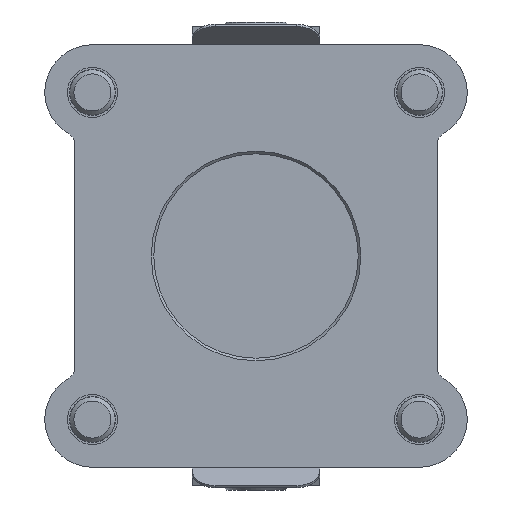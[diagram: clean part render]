
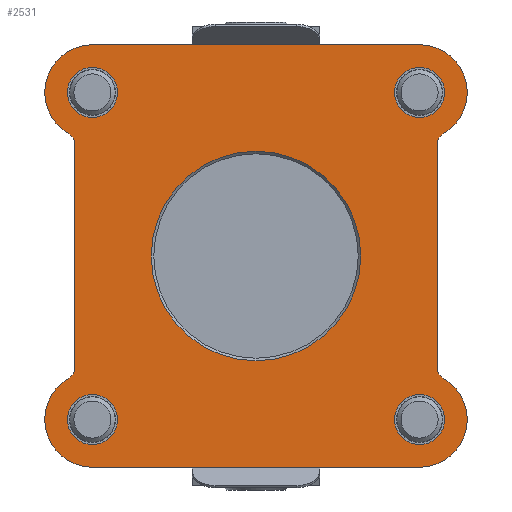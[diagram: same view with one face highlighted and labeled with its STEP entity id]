
A CAD part, front view. The second image highlights one B-rep face of the part: STEP entity #2531.
In plain terms, the highlighted planar face has unit normal (0, -1, 0).
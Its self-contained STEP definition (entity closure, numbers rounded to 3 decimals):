
#123=CIRCLE('',#2756,10.5);
#125=CIRCLE('',#2759,2.79);
#127=CIRCLE('',#2763,2.79);
#129=CIRCLE('',#2766,10.5);
#131=CIRCLE('',#2769,10.5);
#133=CIRCLE('',#2772,2.79);
#135=CIRCLE('',#2776,2.79);
#138=CIRCLE('',#2780,5.5);
#140=CIRCLE('',#2783,5.5);
#142=CIRCLE('',#2786,5.5);
#144=CIRCLE('',#2789,5.5);
#145=CIRCLE('',#2791,10.5);
#147=CIRCLE('',#2794,23.05);
#447=ORIENTED_EDGE('',*,*,#1129,.F.);
#448=ORIENTED_EDGE('',*,*,#1126,.T.);
#449=ORIENTED_EDGE('',*,*,#1124,.T.);
#450=ORIENTED_EDGE('',*,*,#1122,.T.);
#451=ORIENTED_EDGE('',*,*,#1120,.T.);
#452=ORIENTED_EDGE('',*,*,#1038,.F.);
#453=ORIENTED_EDGE('',*,*,#1127,.F.);
#454=ORIENTED_EDGE('',*,*,#1116,.T.);
#455=ORIENTED_EDGE('',*,*,#1109,.F.);
#456=ORIENTED_EDGE('',*,*,#1106,.T.);
#457=ORIENTED_EDGE('',*,*,#1103,.F.);
#458=ORIENTED_EDGE('',*,*,#1048,.F.);
#459=ORIENTED_EDGE('',*,*,#1101,.F.);
#460=ORIENTED_EDGE('',*,*,#1098,.T.);
#461=ORIENTED_EDGE('',*,*,#1091,.F.);
#462=ORIENTED_EDGE('',*,*,#1088,.T.);
#463=ORIENTED_EDGE('',*,*,#1085,.F.);
#1038=EDGE_CURVE('',#1387,#1388,#1626,.T.);
#1048=EDGE_CURVE('',#1397,#1398,#1636,.T.);
#1085=EDGE_CURVE('',#1388,#1426,#123,.T.);
#1088=EDGE_CURVE('',#1428,#1426,#125,.T.);
#1091=EDGE_CURVE('',#1428,#1430,#1661,.T.);
#1098=EDGE_CURVE('',#1436,#1430,#127,.T.);
#1101=EDGE_CURVE('',#1436,#1397,#129,.T.);
#1103=EDGE_CURVE('',#1398,#1438,#131,.T.);
#1106=EDGE_CURVE('',#1440,#1438,#133,.T.);
#1109=EDGE_CURVE('',#1440,#1442,#1671,.T.);
#1116=EDGE_CURVE('',#1448,#1442,#135,.T.);
#1120=EDGE_CURVE('',#1451,#1451,#138,.T.);
#1122=EDGE_CURVE('',#1453,#1453,#140,.T.);
#1124=EDGE_CURVE('',#1455,#1455,#142,.T.);
#1126=EDGE_CURVE('',#1457,#1457,#144,.T.);
#1127=EDGE_CURVE('',#1448,#1387,#145,.T.);
#1129=EDGE_CURVE('',#1458,#1458,#147,.T.);
#1387=VERTEX_POINT('',#3922);
#1388=VERTEX_POINT('',#3924);
#1397=VERTEX_POINT('',#3943);
#1398=VERTEX_POINT('',#3945);
#1426=VERTEX_POINT('',#4035);
#1428=VERTEX_POINT('',#4041);
#1430=VERTEX_POINT('',#4047);
#1436=VERTEX_POINT('',#4061);
#1438=VERTEX_POINT('',#4070);
#1440=VERTEX_POINT('',#4076);
#1442=VERTEX_POINT('',#4082);
#1448=VERTEX_POINT('',#4096);
#1451=VERTEX_POINT('',#4104);
#1453=VERTEX_POINT('',#4109);
#1455=VERTEX_POINT('',#4114);
#1457=VERTEX_POINT('',#4119);
#1458=VERTEX_POINT('',#4125);
#1626=LINE('',#3923,#1804);
#1636=LINE('',#3944,#1814);
#1661=LINE('',#4046,#1839);
#1671=LINE('',#4081,#1849);
#1804=VECTOR('',#3075,1000.);
#1814=VECTOR('',#3087,1000.);
#1839=VECTOR('',#3162,1000.);
#1849=VECTOR('',#3198,1000.);
#2007=EDGE_LOOP('',(#447));
#2008=EDGE_LOOP('',(#448));
#2009=EDGE_LOOP('',(#449));
#2010=EDGE_LOOP('',(#450));
#2011=EDGE_LOOP('',(#451));
#2012=EDGE_LOOP('',(#452,#453,#454,#455,#456,#457,#458,#459,#460,#461,#462,
#463));
#2231=FACE_BOUND('',#2007,.T.);
#2232=FACE_BOUND('',#2008,.T.);
#2233=FACE_BOUND('',#2009,.T.);
#2234=FACE_BOUND('',#2010,.T.);
#2235=FACE_BOUND('',#2011,.T.);
#2236=FACE_BOUND('',#2012,.T.);
#2435=PLANE('',#2793);
#2531=ADVANCED_FACE('',(#2231,#2232,#2233,#2234,#2235,#2236),#2435,.F.);
#2756=AXIS2_PLACEMENT_3D('',#4034,#3148,#3149);
#2759=AXIS2_PLACEMENT_3D('',#4040,#3155,#3156);
#2763=AXIS2_PLACEMENT_3D('',#4060,#3171,#3172);
#2766=AXIS2_PLACEMENT_3D('',#4066,#3178,#3179);
#2769=AXIS2_PLACEMENT_3D('',#4069,#3184,#3185);
#2772=AXIS2_PLACEMENT_3D('',#4075,#3191,#3192);
#2776=AXIS2_PLACEMENT_3D('',#4095,#3207,#3208);
#2780=AXIS2_PLACEMENT_3D('',#4103,#3216,#3217);
#2783=AXIS2_PLACEMENT_3D('',#4108,#3222,#3223);
#2786=AXIS2_PLACEMENT_3D('',#4113,#3228,#3229);
#2789=AXIS2_PLACEMENT_3D('',#4118,#3234,#3235);
#2791=AXIS2_PLACEMENT_3D('',#4121,#3238,#3239);
#2793=AXIS2_PLACEMENT_3D('',#4123,#3242,#3243);
#2794=AXIS2_PLACEMENT_3D('',#4124,#3244,#3245);
#3075=DIRECTION('',(-1.,0.,0.));
#3087=DIRECTION('',(1.,0.,0.));
#3148=DIRECTION('',(0.,1.,0.));
#3149=DIRECTION('',(1.,0.,0.));
#3155=DIRECTION('',(0.,1.,0.));
#3156=DIRECTION('',(1.,0.,0.));
#3162=DIRECTION('',(0.,0.,1.));
#3171=DIRECTION('',(0.,1.,0.));
#3172=DIRECTION('',(1.,0.,0.));
#3178=DIRECTION('',(0.,1.,0.));
#3179=DIRECTION('',(1.,0.,0.));
#3184=DIRECTION('',(0.,1.,0.));
#3185=DIRECTION('',(1.,0.,0.));
#3191=DIRECTION('',(0.,1.,0.));
#3192=DIRECTION('',(1.,0.,0.));
#3198=DIRECTION('',(0.,0.,-1.));
#3207=DIRECTION('',(0.,1.,0.));
#3208=DIRECTION('',(1.,0.,0.));
#3216=DIRECTION('',(0.,1.,0.));
#3217=DIRECTION('',(1.,0.,0.));
#3222=DIRECTION('',(0.,1.,0.));
#3223=DIRECTION('',(1.,0.,0.));
#3228=DIRECTION('',(0.,1.,0.));
#3229=DIRECTION('',(1.,0.,0.));
#3234=DIRECTION('',(0.,1.,0.));
#3235=DIRECTION('',(1.,0.,0.));
#3238=DIRECTION('',(0.,1.,0.));
#3239=DIRECTION('',(1.,0.,0.));
#3242=DIRECTION('',(0.,1.,0.));
#3243=DIRECTION('',(0.,0.,1.));
#3244=DIRECTION('',(0.,-1.,0.));
#3245=DIRECTION('',(0.,0.,-1.));
#3922=CARTESIAN_POINT('',(36.,0.,-46.5));
#3923=CARTESIAN_POINT('',(36.,0.,-46.5));
#3924=CARTESIAN_POINT('',(-36.,0.,-46.5));
#3943=CARTESIAN_POINT('',(-36.,0.,46.5));
#3944=CARTESIAN_POINT('',(-36.,0.,46.5));
#3945=CARTESIAN_POINT('',(36.,0.,46.5));
#4034=CARTESIAN_POINT('',(-36.,0.,-36.));
#4035=CARTESIAN_POINT('',(-41.248,0.,-26.905));
#4040=CARTESIAN_POINT('',(-42.642,0.,-24.489));
#4041=CARTESIAN_POINT('',(-39.852,0.,-24.489));
#4046=CARTESIAN_POINT('',(-39.852,0.,-24.489));
#4047=CARTESIAN_POINT('',(-39.852,0.,24.489));
#4060=CARTESIAN_POINT('',(-42.642,0.,24.489));
#4061=CARTESIAN_POINT('',(-41.248,0.,26.905));
#4066=CARTESIAN_POINT('',(-36.,0.,36.));
#4069=CARTESIAN_POINT('',(36.,0.,36.));
#4070=CARTESIAN_POINT('',(41.248,0.,26.905));
#4075=CARTESIAN_POINT('',(42.642,0.,24.489));
#4076=CARTESIAN_POINT('',(39.852,0.,24.489));
#4081=CARTESIAN_POINT('',(39.852,0.,24.489));
#4082=CARTESIAN_POINT('',(39.852,0.,-24.489));
#4095=CARTESIAN_POINT('',(42.642,0.,-24.489));
#4096=CARTESIAN_POINT('',(41.248,0.,-26.905));
#4103=CARTESIAN_POINT('',(36.,0.,-36.));
#4104=CARTESIAN_POINT('',(41.5,0.,-36.));
#4108=CARTESIAN_POINT('',(36.,0.,36.));
#4109=CARTESIAN_POINT('',(41.5,0.,36.));
#4113=CARTESIAN_POINT('',(-36.,0.,-36.));
#4114=CARTESIAN_POINT('',(-30.5,0.,-36.));
#4118=CARTESIAN_POINT('',(-36.,0.,36.));
#4119=CARTESIAN_POINT('',(-30.5,0.,36.));
#4121=CARTESIAN_POINT('',(36.,0.,-36.));
#4123=CARTESIAN_POINT('',(-36.,0.,-36.));
#4124=CARTESIAN_POINT('',(0.,0.,0.));
#4125=CARTESIAN_POINT('',(0.,0.,-23.05));
